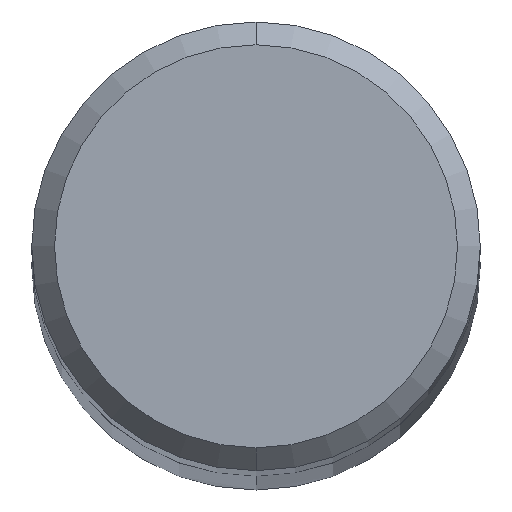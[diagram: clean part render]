
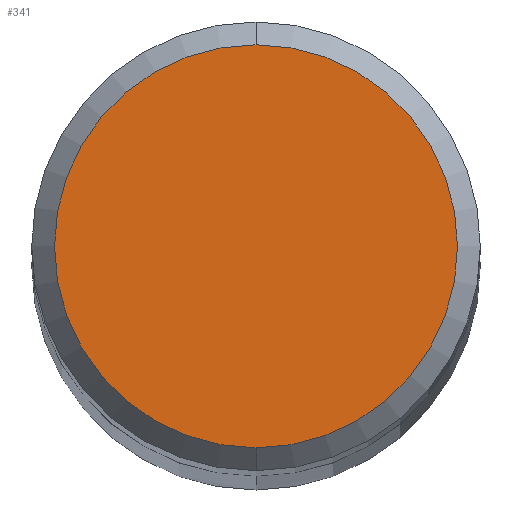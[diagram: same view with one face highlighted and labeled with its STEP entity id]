
A CAD part, top view. The second image highlights one B-rep face of the part: STEP entity #341.
In plain terms, the highlighted planar face has unit normal (0, 0, 1).
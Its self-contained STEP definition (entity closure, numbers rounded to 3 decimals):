
#185=EDGE_CURVE('',#375,#251,#448,.T.);
#251=VERTEX_POINT('',#522);
#263=EDGE_CURVE('',#251,#375,#534,.T.);
#341=ADVANCED_FACE('',(#618),#619,.T.);
#375=VERTEX_POINT('',#657);
#448=CIRCLE('',#742,5.3);
#522=CARTESIAN_POINT('',(0.0,5.3,79.0));
#534=CIRCLE('',#905,5.3);
#618=FACE_OUTER_BOUND('',#1127,.T.);
#619=PLANE('',#1128);
#657=CARTESIAN_POINT('',(0.,-5.3,79.0));
#742=AXIS2_PLACEMENT_3D('',#1316,#1317,#1318);
#905=AXIS2_PLACEMENT_3D('',#1425,#1426,#1427);
#1127=EDGE_LOOP('',(#1504,#1505));
#1128=AXIS2_PLACEMENT_3D('',#1506,#1507,#1508);
#1316=CARTESIAN_POINT('',(0.0,0.0,79.0));
#1317=DIRECTION('',(0.0,0.0,-1.0));
#1318=DIRECTION('',(0.0,1.0,0.0));
#1425=CARTESIAN_POINT('',(0.0,0.0,79.0));
#1426=DIRECTION('',(0.0,0.0,-1.0));
#1427=DIRECTION('',(0.0,1.0,0.0));
#1504=ORIENTED_EDGE('',*,*,#263,.F.);
#1505=ORIENTED_EDGE('',*,*,#185,.F.);
#1506=CARTESIAN_POINT('',(0.0,2.65,79.0));
#1507=DIRECTION('',(0.0,0.0,1.0));
#1508=DIRECTION('',(0.0,-1.0,0.0));
